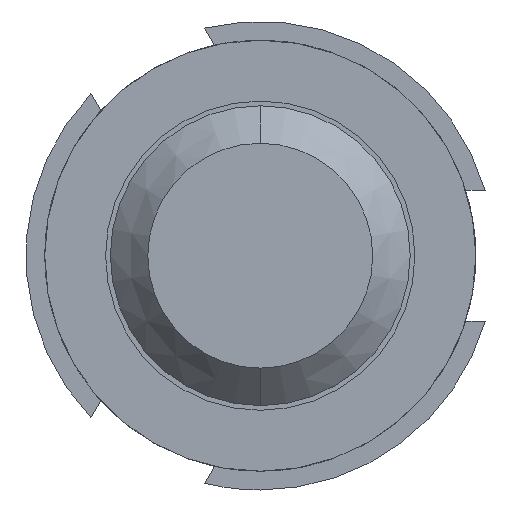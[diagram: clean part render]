
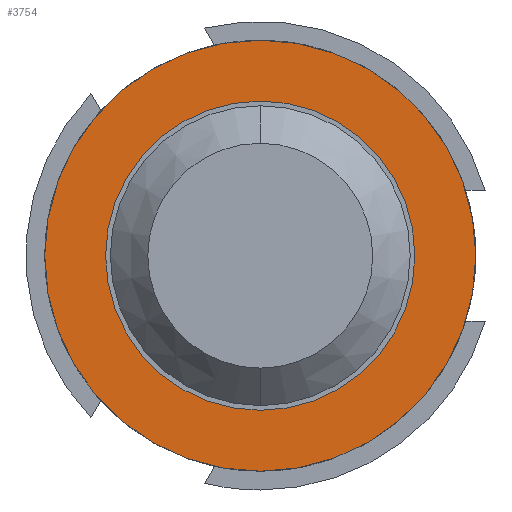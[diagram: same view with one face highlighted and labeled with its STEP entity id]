
A CAD part, front view. The second image highlights one B-rep face of the part: STEP entity #3754.
In plain terms, the highlighted planar face has unit normal (0, -1, 0).
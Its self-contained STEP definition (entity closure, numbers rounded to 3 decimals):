
#444 = VERTEX_POINT ( 'NONE', #856 ) ;
#540 = AXIS2_PLACEMENT_3D ( 'NONE', #3150, #3586, #3210 ) ;
#762 = AXIS2_PLACEMENT_3D ( 'NONE', #2349, #3068, #948 ) ;
#804 = CIRCLE ( 'NONE', #762, 1.15 ) ;
#838 = FACE_BOUND ( 'NONE', #955, .T. ) ;
#856 = CARTESIAN_POINT ( 'NONE',  ( 0., -1.5, 1.15 ) ) ;
#875 = DIRECTION ( 'NONE',  ( 0., 0., 1. ) ) ;
#948 = DIRECTION ( 'NONE',  ( 0., 0., 1. ) ) ;
#955 = EDGE_LOOP ( 'NONE', ( #1111, #3785 ) ) ;
#1111 = ORIENTED_EDGE ( 'NONE', *, *, #2636, .T. ) ;
#1518 = CARTESIAN_POINT ( 'NONE',  ( 0., -1.5, 0. ) ) ;
#1597 = VERTEX_POINT ( 'NONE', #3397 ) ;
#1674 = CARTESIAN_POINT ( 'NONE',  ( 0., -1.5, -0.825 ) ) ;
#1748 = CIRCLE ( 'NONE', #3110, 0.825 ) ;
#1784 = EDGE_CURVE ( 'Defeature ausgef�hrt4_42+Defeature ausgef�hrt4_46+Defeature ausgef�hrt4_46+Defeature ausgef�hrt4_46', #1597, #444, #804, .T. ) ;
#1851 = AXIS2_PLACEMENT_3D ( 'NONE', #3709, #3680, #875 ) ;
#1870 = CARTESIAN_POINT ( 'NONE',  ( 0., -1.5, 0.825 ) ) ;
#1921 = DIRECTION ( 'NONE',  ( 0., 1., 0. ) ) ;
#2181 = ORIENTED_EDGE ( 'NONE', *, *, #2502, .F. ) ;
#2222 = DIRECTION ( 'NONE',  ( 0., 0., 1. ) ) ;
#2236 = PLANE ( 'NONE',  #3550 ) ;
#2249 = DIRECTION ( 'NONE',  ( 0., 0., 1. ) ) ;
#2337 = DIRECTION ( 'NONE',  ( 0., 1., 0. ) ) ;
#2349 = CARTESIAN_POINT ( 'NONE',  ( 0., -1.5, 0. ) ) ;
#2502 = EDGE_CURVE ( 'Defeature ausgef�hrt4_42+Defeature ausgef�hrt4_46+Defeature ausgef�hrt4_46+Defeature ausgef�hrt4_46', #444, #1597, #4421, .T. ) ;
#2636 = EDGE_CURVE ( 'Defeature ausgef�hrt4_46+Defeature ausgef�hrt4_45+Defeature ausgef�hrt4_45+Defeature ausgef�hrt4_45', #2642, #3065, #1748, .T. ) ;
#2642 = VERTEX_POINT ( 'NONE', #1870 ) ;
#3065 = VERTEX_POINT ( 'NONE', #1674 ) ;
#3068 = DIRECTION ( 'NONE',  ( 0., 1., 0. ) ) ;
#3110 = AXIS2_PLACEMENT_3D ( 'NONE', #1518, #2337, #2222 ) ;
#3150 = CARTESIAN_POINT ( 'NONE',  ( 0., -1.5, 0. ) ) ;
#3210 = DIRECTION ( 'NONE',  ( 0., 0., 1. ) ) ;
#3389 = EDGE_LOOP ( 'NONE', ( #2181, #4404 ) ) ;
#3397 = CARTESIAN_POINT ( 'NONE',  ( 0., -1.5, -1.15 ) ) ;
#3474 = CIRCLE ( 'NONE', #1851, 0.825 ) ;
#3550 = AXIS2_PLACEMENT_3D ( 'NONE', #3671, #1921, #2249 ) ;
#3586 = DIRECTION ( 'NONE',  ( 0., 1., 0. ) ) ;
#3671 = CARTESIAN_POINT ( 'NONE',  ( 0.825, -1.5, 0. ) ) ;
#3680 = DIRECTION ( 'NONE',  ( 0., 1., 0. ) ) ;
#3709 = CARTESIAN_POINT ( 'NONE',  ( 0., -1.5, 0. ) ) ;
#3754 = ADVANCED_FACE ( 'Defeature ausgef�hrt4_46', ( #4534, #838 ), #2236, .F. ) ;
#3785 = ORIENTED_EDGE ( 'NONE', *, *, #4301, .T. ) ;
#4301 = EDGE_CURVE ( 'Defeature ausgef�hrt4_46+Defeature ausgef�hrt4_45+Defeature ausgef�hrt4_45+Defeature ausgef�hrt4_45', #3065, #2642, #3474, .T. ) ;
#4404 = ORIENTED_EDGE ( 'NONE', *, *, #1784, .F. ) ;
#4421 = CIRCLE ( 'NONE', #540, 1.15 ) ;
#4534 = FACE_OUTER_BOUND ( 'NONE', #3389, .T. ) ;
